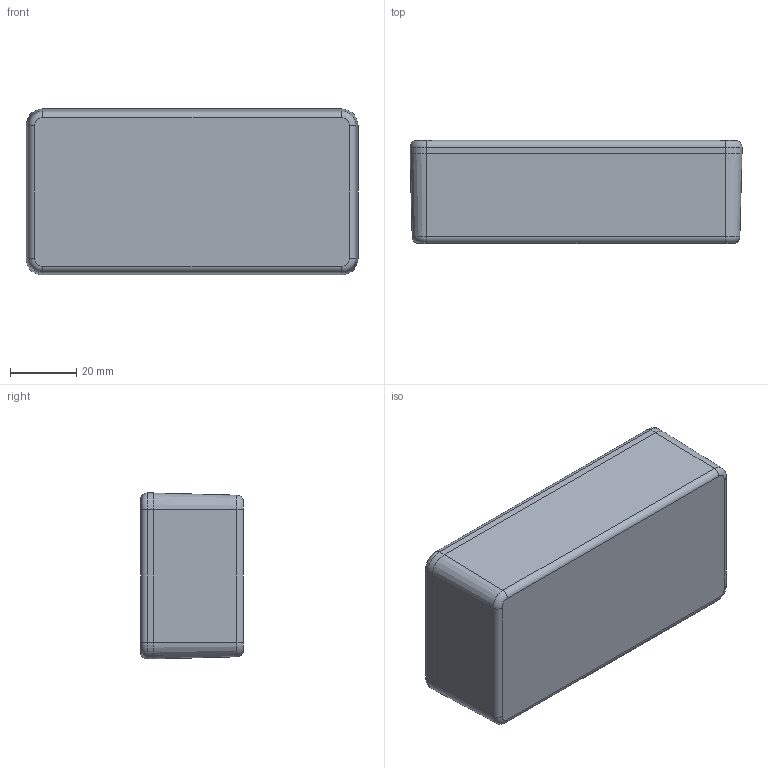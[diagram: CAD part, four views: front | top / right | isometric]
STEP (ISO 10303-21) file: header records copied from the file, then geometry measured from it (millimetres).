
FILE_DESCRIPTION(/* description */ (''),/* implementation_level */ '2;1');
FILE_NAME(/* name */ '1590G2.stp',/* time_stamp */ '2016-11-22T08:38:26-05:00',/* author */ ('mbeerman'),/* organization */ (''),/* preprocessor_version */ 'ST-DEVELOPER v16.1',/* originating_system */ 'Autodesk Inventor 2016',/* authorisation */ '');
FILE_SCHEMA (('AUTOMOTIVE_DESIGN { 1 0 10303 214 3 1 1 }'));
Products named in the file (4): 1590G2 Box; 1590G Lid; #13556; 1590G2
Assembly tree (2 placements, depth 2):
  #13556
  1590G2
    1590G2 Box
    1590G Lid
Bounding box: 100 x 31 x 50 mm (x, y, z)
Volume: 38558 mm3; surface area: 37820.2 mm2
Topology: 6 solids, 6 shells, 494 faces, 1291 edges, 822 vertices
Faces by surface type: plane 250, bspline 104, cylinder 92, cone 28, torus 12, sphere 8
Full cylindrical faces by diameter (mm): 2.642 x4, 3.378 x4, 3.5 x4, 4 x4, 6.858 x4
Entity records: 13553 total; most frequent: CARTESIAN_POINT 3998, ORIENTED_EDGE 2086, DIRECTION 1687, EDGE_CURVE 1043, VERTEX_POINT 678, LINE 635, VECTOR 635, AXIS2_PLACEMENT_3D 526
